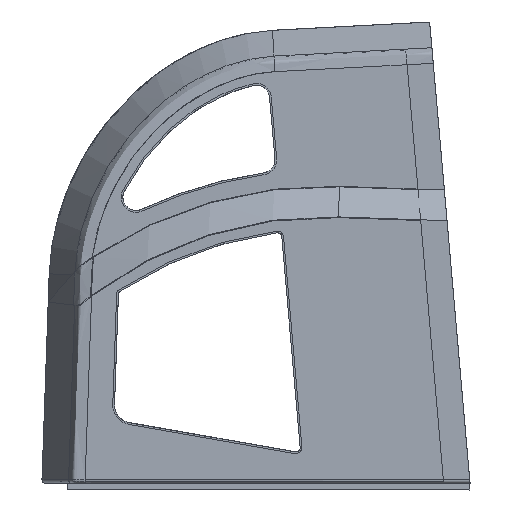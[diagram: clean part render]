
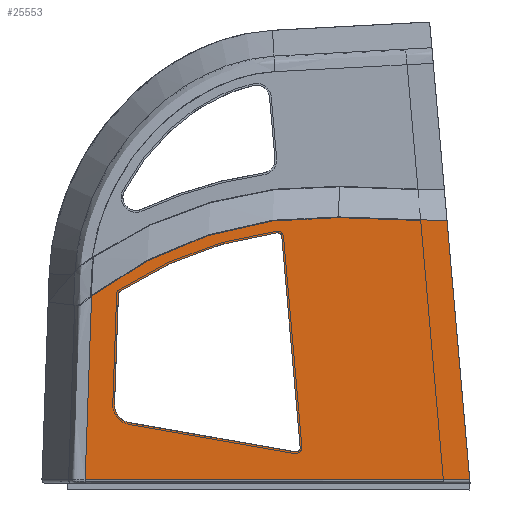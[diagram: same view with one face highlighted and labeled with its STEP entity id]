
A CAD part, left-side view. The second image highlights one B-rep face of the part: STEP entity #25553.
In plain terms, the highlighted face is planar.
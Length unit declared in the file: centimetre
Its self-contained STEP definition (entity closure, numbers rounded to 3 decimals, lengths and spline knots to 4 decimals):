
#149 = EDGE_CURVE ( 'NONE', #3495, #10130, #21188, .T. ) ;
#357 = ORIENTED_EDGE ( 'NONE', *, *, #12277, .T. ) ;
#380 = DIRECTION ( 'NONE',  ( 0., -0.087, 0.996 ) ) ;
#473 = FACE_BOUND ( 'NONE', #1765, .T. ) ;
#497 = CARTESIAN_POINT ( 'NONE',  ( 50.367, -187.9363, 73.6926 ) ) ;
#649 = CIRCLE ( 'NONE', #16238, 0.635 ) ;
#1077 = DIRECTION ( 'NONE',  ( -1., 0., 0. ) ) ;
#1218 = ORIENTED_EDGE ( 'NONE', *, *, #26088, .T. ) ;
#1247 = ORIENTED_EDGE ( 'NONE', *, *, #13976, .T. ) ;
#1375 = ORIENTED_EDGE ( 'NONE', *, *, #9875, .F. ) ;
#1398 = DIRECTION ( 'NONE',  ( 0., 0., 1. ) ) ;
#1566 = DIRECTION ( 'NONE',  ( 0., 0., 1. ) ) ;
#1765 = EDGE_LOOP ( 'NONE', ( #1218, #13869, #5304, #6311, #8560, #29478, #357, #13623, #28537 ) ) ;
#2018 = CARTESIAN_POINT ( 'NONE',  ( 50.367, -191.827, 73.5772 ) ) ;
#2075 = DIRECTION ( 'NONE',  ( -1., 0., 0. ) ) ;
#2181 = CARTESIAN_POINT ( 'NONE',  ( 50.367, -192.7641, 46.7422 ) ) ;
#2664 = CARTESIAN_POINT ( 'NONE',  ( 50.367, -187.6506, 74.201 ) ) ;
#2882 = ORIENTED_EDGE ( 'NONE', *, *, #31037, .T. ) ;
#3495 = VERTEX_POINT ( 'NONE', #497 ) ;
#3691 = VERTEX_POINT ( 'NONE', #10944 ) ;
#4310 = EDGE_CURVE ( 'NONE', #26022, #7071, #16814, .T. ) ;
#4444 = CARTESIAN_POINT ( 'NONE',  ( 50.367, -185.9574, 57.581 ) ) ;
#4506 = CARTESIAN_POINT ( 'NONE',  ( 50.367, -178.7121, 46.7422 ) ) ;
#4871 = B_SPLINE_CURVE_WITH_KNOTS ( 'NONE', 3,
 ( #2181, #26994, #24383, #2018 ),
 .UNSPECIFIED., .F., .F.,
 ( 4, 4 ),
 ( 0.0186, 1. ),
 .UNSPECIFIED. ) ;
#5304 = ORIENTED_EDGE ( 'NONE', *, *, #20132, .T. ) ;
#5529 = PLANE ( 'NONE',  #11537 ) ;
#5764 = CARTESIAN_POINT ( 'NONE',  ( 50.367, -188.2161, 65.6812 ) ) ;
#6085 = LINE ( 'NONE', #5764, #8777 ) ;
#6311 = ORIENTED_EDGE ( 'NONE', *, *, #9960, .F. ) ;
#6374 = CARTESIAN_POINT ( 'NONE',  ( 50.367, -187.3017, 73.6705 ) ) ;
#6388 = CIRCLE ( 'NONE', #23080, 56.0351 ) ;
#6795 = CARTESIAN_POINT ( 'NONE',  ( 50.367, -174.3279, 52.9513 ) ) ;
#7071 = VERTEX_POINT ( 'NONE', #8457 ) ;
#7326 = DIRECTION ( 'NONE',  ( 0., -0.087, 0.996 ) ) ;
#8457 = CARTESIAN_POINT ( 'NONE',  ( 50.367, -140.1728, 84.4268 ) ) ;
#8560 = ORIENTED_EDGE ( 'NONE', *, *, #23127, .T. ) ;
#8594 = EDGE_LOOP ( 'NONE', ( #2882, #1247, #10785, #16497, #1375 ) ) ;
#8777 = VECTOR ( 'NONE', #18349, 100. ) ;
#9003 = EDGE_CURVE ( 'NONE', #29842, #28766, #10315, .T. ) ;
#9875 = EDGE_CURVE ( 'NONE', #26434, #10010, #4871, .T. ) ;
#9960 = EDGE_CURVE ( 'NONE', #27991, #26102, #29939, .T. ) ;
#10010 = VERTEX_POINT ( 'NONE', #15576 ) ;
#10130 = VERTEX_POINT ( 'NONE', #2664 ) ;
#10315 = CIRCLE ( 'NONE', #13472, 0.635 ) ;
#10331 = EDGE_CURVE ( 'NONE', #3691, #3495, #6085, .T. ) ;
#10438 = DIRECTION ( 'NONE',  ( 0., -1., 0. ) ) ;
#10760 = AXIS2_PLACEMENT_3D ( 'NONE', #6374, #26436, #23521 ) ;
#10785 = ORIENTED_EDGE ( 'NONE', *, *, #4310, .F. ) ;
#10944 = CARTESIAN_POINT ( 'NONE',  ( 50.367, -188.4958, 57.6697 ) ) ;
#11537 = AXIS2_PLACEMENT_3D ( 'NONE', #27739, #12733, #10438 ) ;
#11866 = DIRECTION ( 'NONE',  ( 0., 0., 1. ) ) ;
#12277 = EDGE_CURVE ( 'NONE', #22421, #3691, #16638, .T. ) ;
#12590 = AXIS2_PLACEMENT_3D ( 'NONE', #29182, #2075, #32275 ) ;
#12733 = DIRECTION ( 'NONE',  ( 1., 0., 0. ) ) ;
#13326 = DIRECTION ( 'NONE',  ( -1., 0., 0. ) ) ;
#13472 = AXIS2_PLACEMENT_3D ( 'NONE', #31777, #26716, #11866 ) ;
#13623 = ORIENTED_EDGE ( 'NONE', *, *, #10331, .T. ) ;
#13666 = CARTESIAN_POINT ( 'NONE',  ( 50.367, -162.1471, 51.4483 ) ) ;
#13869 = ORIENTED_EDGE ( 'NONE', *, *, #9003, .T. ) ;
#13976 = EDGE_CURVE ( 'NONE', #16147, #7071, #14518, .T. ) ;
#14203 = DIRECTION ( 'NONE',  ( 0., 0.999, -0.035 ) ) ;
#14494 = VERTEX_POINT ( 'NONE', #22670 ) ;
#14518 = LINE ( 'NONE', #15006, #17690 ) ;
#15006 = CARTESIAN_POINT ( 'NONE',  ( 50.367, -140.0604, 83.1427 ) ) ;
#15146 = CIRCLE ( 'NONE', #23486, 0.635 ) ;
#15349 = FACE_OUTER_BOUND ( 'NONE', #8594, .T. ) ;
#15576 = CARTESIAN_POINT ( 'NONE',  ( 50.367, -191.827, 73.5772 ) ) ;
#16147 = VERTEX_POINT ( 'NONE', #21784 ) ;
#16238 = AXIS2_PLACEMENT_3D ( 'NONE', #13666, #23623, #1566 ) ;
#16497 = ORIENTED_EDGE ( 'NONE', *, *, #24499, .F. ) ;
#16638 = CIRCLE ( 'NONE', #27576, 2.54 ) ;
#16790 = CARTESIAN_POINT ( 'NONE',  ( 50.367, -164.1895, 82.078 ) ) ;
#16814 = LINE ( 'NONE', #24464, #30612 ) ;
#17690 = VECTOR ( 'NONE', #7326, 100. ) ;
#18154 = VECTOR ( 'NONE', #380, 100. ) ;
#18349 = DIRECTION ( 'NONE',  ( 0., 0.035, 0.999 ) ) ;
#18558 = CARTESIAN_POINT ( 'NONE',  ( 50.367, -157.9045, 28.9767 ) ) ;
#19005 = DIRECTION ( 'NONE',  ( 0., 0., 1. ) ) ;
#20132 = EDGE_CURVE ( 'NONE', #28766, #26102, #15146, .T. ) ;
#20307 = CARTESIAN_POINT ( 'NONE',  ( 50.367, -164.9041, 82.6523 ) ) ;
#20633 = CARTESIAN_POINT ( 'NONE',  ( 50.367, -162.852, 66.7908 ) ) ;
#20856 = CARTESIAN_POINT ( 'NONE',  ( 50.367, -164.822, 82.6577 ) ) ;
#21188 = CIRCLE ( 'NONE', #10760, 0.635 ) ;
#21784 = CARTESIAN_POINT ( 'NONE',  ( 50.367, -136.8758, 46.7422 ) ) ;
#21813 = DIRECTION ( 'NONE',  ( 0., -0.985, 0.174 ) ) ;
#22421 = VERTEX_POINT ( 'NONE', #31708 ) ;
#22670 = CARTESIAN_POINT ( 'NONE',  ( 50.367, -162.2574, 50.8229 ) ) ;
#22805 = CARTESIAN_POINT ( 'NONE',  ( 50.367, -192.7641, 46.7422 ) ) ;
#23080 = AXIS2_PLACEMENT_3D ( 'NONE', #18558, #13326, #25724 ) ;
#23127 = EDGE_CURVE ( 'NONE', #27991, #14494, #649, .T. ) ;
#23486 = AXIS2_PLACEMENT_3D ( 'NONE', #28341, #1077, #1398 ) ;
#23521 = DIRECTION ( 'NONE',  ( 0., 0., 1. ) ) ;
#23623 = DIRECTION ( 'NONE',  ( -1., 0., 0. ) ) ;
#23890 = DIRECTION ( 'NONE',  ( -1., 0., 0. ) ) ;
#24383 = CARTESIAN_POINT ( 'NONE',  ( 50.367, -192.1393, 64.6322 ) ) ;
#24464 = CARTESIAN_POINT ( 'NONE',  ( 50.367, -178.5024, 85.7653 ) ) ;
#24499 = EDGE_CURVE ( 'NONE', #10010, #26022, #6388, .T. ) ;
#24578 = LINE ( 'NONE', #6795, #26692 ) ;
#25553 = ADVANCED_FACE ( 'NONE', ( #473, #15349 ), #5529, .T. ) ;
#25724 = DIRECTION ( 'NONE',  ( 0., 0., 1. ) ) ;
#26022 = VERTEX_POINT ( 'NONE', #31790 ) ;
#26088 = EDGE_CURVE ( 'NONE', #10130, #29842, #26643, .T. ) ;
#26102 = VERTEX_POINT ( 'NONE', #16790 ) ;
#26434 = VERTEX_POINT ( 'NONE', #22805 ) ;
#26436 = DIRECTION ( 'NONE',  ( -1., 0., 0. ) ) ;
#26643 = CIRCLE ( 'NONE', #12590, 54.1301 ) ;
#26692 = VECTOR ( 'NONE', #21813, 100. ) ;
#26716 = DIRECTION ( 'NONE',  ( -1., 0., 0. ) ) ;
#26994 = CARTESIAN_POINT ( 'NONE',  ( 50.367, -192.4517, 55.6872 ) ) ;
#27141 = CARTESIAN_POINT ( 'NONE',  ( 50.367, -161.5145, 51.5036 ) ) ;
#27359 = LINE ( 'NONE', #4506, #31406 ) ;
#27576 = AXIS2_PLACEMENT_3D ( 'NONE', #4444, #23890, #19005 ) ;
#27739 = CARTESIAN_POINT ( 'NONE',  ( 50.367, -178.7121, 79.7611 ) ) ;
#27991 = VERTEX_POINT ( 'NONE', #27141 ) ;
#28341 = CARTESIAN_POINT ( 'NONE',  ( 50.367, -164.822, 82.0227 ) ) ;
#28537 = ORIENTED_EDGE ( 'NONE', *, *, #149, .T. ) ;
#28766 = VERTEX_POINT ( 'NONE', #20856 ) ;
#29182 = CARTESIAN_POINT ( 'NONE',  ( 50.367, -157.9045, 28.9767 ) ) ;
#29478 = ORIENTED_EDGE ( 'NONE', *, *, #29493, .T. ) ;
#29487 = DIRECTION ( 'NONE',  ( 0., 1., 0. ) ) ;
#29493 = EDGE_CURVE ( 'NONE', #14494, #22421, #24578, .T. ) ;
#29842 = VERTEX_POINT ( 'NONE', #20307 ) ;
#29939 = LINE ( 'NONE', #20633, #18154 ) ;
#30612 = VECTOR ( 'NONE', #14203, 100. ) ;
#31037 = EDGE_CURVE ( 'NONE', #26434, #16147, #27359, .T. ) ;
#31406 = VECTOR ( 'NONE', #29487, 100. ) ;
#31708 = CARTESIAN_POINT ( 'NONE',  ( 50.367, -186.3984, 55.0796 ) ) ;
#31777 = CARTESIAN_POINT ( 'NONE',  ( 50.367, -164.822, 82.0227 ) ) ;
#31790 = CARTESIAN_POINT ( 'NONE',  ( 50.367, -155.9489, 84.9777 ) ) ;
#32275 = DIRECTION ( 'NONE',  ( 0., 0., 1. ) ) ;
